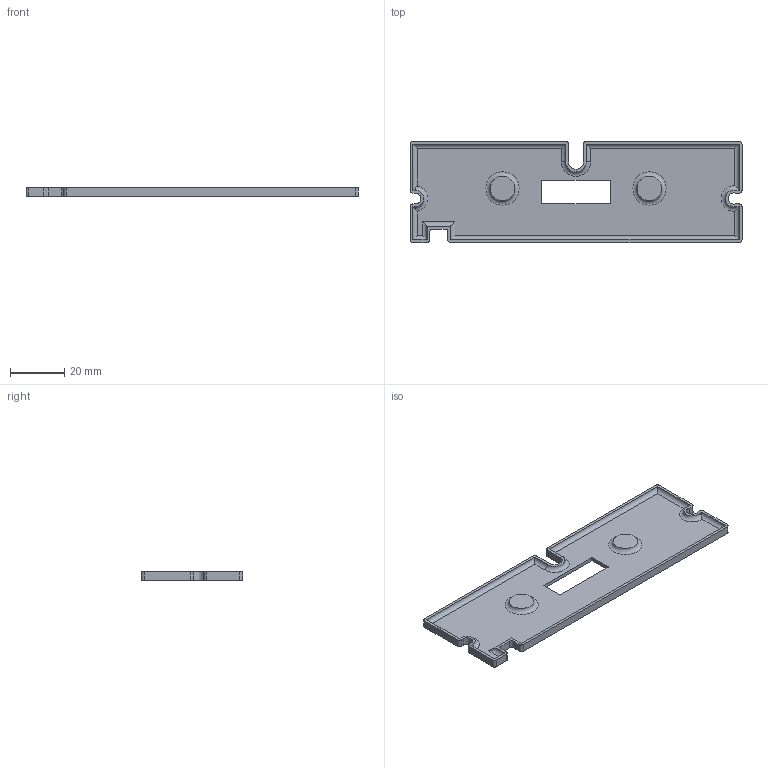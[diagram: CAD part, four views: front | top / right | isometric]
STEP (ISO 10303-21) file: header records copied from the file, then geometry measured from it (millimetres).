
FILE_DESCRIPTION(/* description */ (''),/* implementation_level */ '2;1');
FILE_NAME(/* name */ 'PCB_Cover.step',/* time_stamp */ '2022-11-14T19:21:44+01:00',/* author */ (''),/* organization */ (''),/* preprocessor_version */ 'ST-DEVELOPER v19.2',/* originating_system */ 'Autodesk Translation Framework v11.17.0.187',/* authorisation */ '');
FILE_SCHEMA (('AUTOMOTIVE_DESIGN { 1 0 10303 214 3 1 1 }'));
Length unit declared in the file: millimetre
Products named in the file (1): V0.1_PCB
Bounding box: 122 x 37.2 x 3 mm (x, y, z)
Volume: 6872 mm3; surface area: 10355.2 mm2
Topology: 6 solids, 6 shells, 297 faces, 822 edges, 548 vertices
Faces by surface type: bspline 132, plane 124, cylinder 36, torus 5
Entity records: 10753 total; most frequent: CARTESIAN_POINT 3958, ORIENTED_EDGE 1644, DIRECTION 956, EDGE_CURVE 822, VERTEX_POINT 548, LINE 480, VECTOR 480, EDGE_LOOP 316
